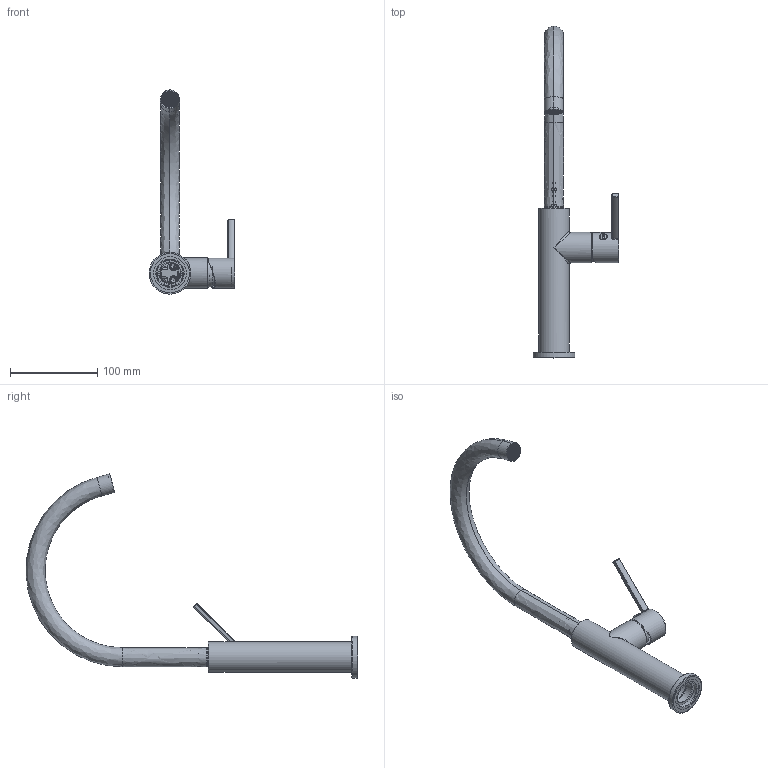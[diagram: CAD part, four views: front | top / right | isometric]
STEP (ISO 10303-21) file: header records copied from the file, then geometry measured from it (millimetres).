
FILE_DESCRIPTION(/* description */ (''),/* implementation_level */ '2;1');
FILE_NAME(/* name */ '2c917a4f-534f-4f07-bd1a-fc3632217273.stp',/* time_stamp */ '2020-06-29T10:40:47+00:00',/* author */ (''),/* organization */ (''),/* preprocessor_version */ 'ST-DEVELOPER v18.1',/* originating_system */ 'Autodesk Translation Framework v9.3.0.1241',/* authorisation */ '');
FILE_SCHEMA (('AUTOMOTIVE_DESIGN { 1 0 10303 214 3 1 1 }'));
Length unit declared in the file: millimetre
Products named in the file (1): !TL6050
Bounding box: 98.6 x 381.18 x 234.61 mm (x, y, z)
Volume: 142491.9 mm3; surface area: 143491.3 mm2
Topology: 23 solids, 26 shells, 1730 faces, 4655 edges, 2995 vertices
Faces by surface type: plane 914, cylinder 420, bspline 197, cone 92, torus 68, sphere 39
Full cylindrical faces by diameter (mm): 3.2 x2, 3.3 x4, 3.9 x2, 4 x14, 4.2 x1, 5 x8, 5.5 x1, 5.65 x1, 6 x2, 6.2 x4, 6.7 x1, 7 x3, 8 x5, 8.5 x2, 9 x2, 9.5 x1, 10 x1, 11.7 x1, 14 x1, 14.5 x1, 15 x1, 15.2 x4, 15.697 x2, 16 x1, 16.706 x1, 16.818 x1, 17 x1, 17.042 x2, 17.5 x1, 18.3 x1
Entity records: 85377 total; most frequent: CARTESIAN_POINT 43022, ORIENTED_EDGE 9250, DIRECTION 8199, EDGE_CURVE 4625, VERTEX_POINT 2995, AXIS2_PLACEMENT_3D 2808, LINE 2583, VECTOR 2583
